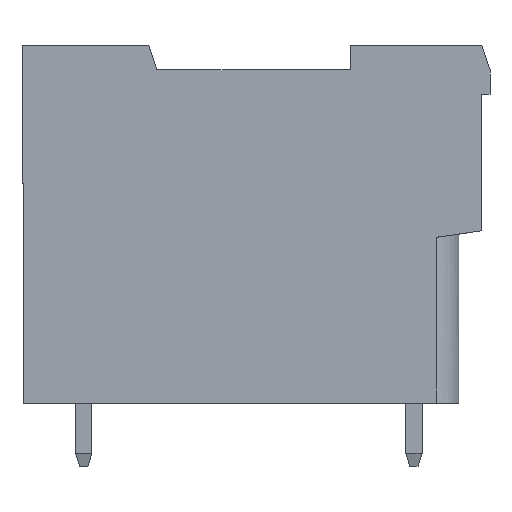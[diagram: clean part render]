
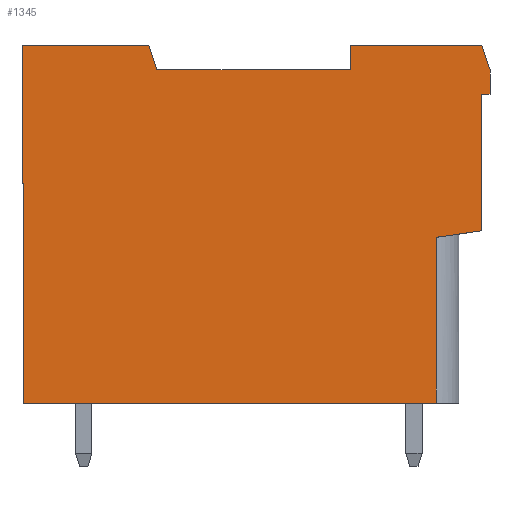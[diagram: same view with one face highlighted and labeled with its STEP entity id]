
A CAD part, left-side view. The second image highlights one B-rep face of the part: STEP entity #1345.
In plain terms, the highlighted planar face has unit normal (-1, 0, 0).
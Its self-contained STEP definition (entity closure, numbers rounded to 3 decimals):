
#1345 = ADVANCED_FACE( '', ( #2758 ), #2759, .T. );
#2758 = FACE_OUTER_BOUND( '', #4254, .T. );
#2759 = PLANE( '', #4255 );
#4254 = EDGE_LOOP( '', ( #7869, #7870, #7871, #7872, #7873, #7874, #7875, #7876, #7877, #7878, #7879, #7880, #7881, #7882, #7883 ) );
#4255 = AXIS2_PLACEMENT_3D( '', #7884, #7885, #7886 );
#7869 = ORIENTED_EDGE( '', *, *, #10596, .T. );
#7870 = ORIENTED_EDGE( '', *, *, #10597, .T. );
#7871 = ORIENTED_EDGE( '', *, *, #10598, .T. );
#7872 = ORIENTED_EDGE( '', *, *, #10384, .T. );
#7873 = ORIENTED_EDGE( '', *, *, #10599, .T. );
#7874 = ORIENTED_EDGE( '', *, *, #9319, .T. );
#7875 = ORIENTED_EDGE( '', *, *, #10600, .F. );
#7876 = ORIENTED_EDGE( '', *, *, #9602, .T. );
#7877 = ORIENTED_EDGE( '', *, *, #10324, .T. );
#7878 = ORIENTED_EDGE( '', *, *, #10196, .T. );
#7879 = ORIENTED_EDGE( '', *, *, #10601, .T. );
#7880 = ORIENTED_EDGE( '', *, *, #10203, .T. );
#7881 = ORIENTED_EDGE( '', *, *, #9961, .T. );
#7882 = ORIENTED_EDGE( '', *, *, #10191, .T. );
#7883 = ORIENTED_EDGE( '', *, *, #9870, .T. );
#7884 = CARTESIAN_POINT( '', ( -12.7, 0., 0. ) );
#7885 = DIRECTION( '', ( -1., 0., 0. ) );
#7886 = DIRECTION( '', ( 0., 0., 1. ) );
#9319 = EDGE_CURVE( '', #11265, #11266, #11267, .T. );
#9602 = EDGE_CURVE( '', #11754, #11752, #11755, .T. );
#9870 = EDGE_CURVE( '', #12192, #12190, #12193, .F. );
#9961 = EDGE_CURVE( '', #12330, #12331, #12332, .T. );
#10191 = EDGE_CURVE( '', #12331, #12192, #12659, .T. );
#10196 = EDGE_CURVE( '', #12665, #12663, #12666, .T. );
#10203 = EDGE_CURVE( '', #12675, #12330, #12676, .T. );
#10324 = EDGE_CURVE( '', #11752, #12665, #12842, .T. );
#10384 = EDGE_CURVE( '', #12919, #12917, #12920, .F. );
#10596 = EDGE_CURVE( '', #12190, #13179, #13180, .T. );
#10597 = EDGE_CURVE( '', #13179, #13181, #13182, .T. );
#10598 = EDGE_CURVE( '', #13181, #12919, #13183, .T. );
#10599 = EDGE_CURVE( '', #12917, #11265, #13184, .T. );
#10600 = EDGE_CURVE( '', #11754, #11266, #13185, .T. );
#10601 = EDGE_CURVE( '', #12663, #12675, #13186, .T. );
#11265 = VERTEX_POINT( '', #14053 );
#11266 = VERTEX_POINT( '', #14054 );
#11267 = LINE( '', #14055, #14056 );
#11752 = VERTEX_POINT( '', #14920 );
#11754 = VERTEX_POINT( '', #14923 );
#11755 = LINE( '', #14924, #14925 );
#12190 = VERTEX_POINT( '', #15560 );
#12192 = VERTEX_POINT( '', #15563 );
#12193 = LINE( '', #15564, #15565 );
#12330 = VERTEX_POINT( '', #15783 );
#12331 = VERTEX_POINT( '', #15784 );
#12332 = LINE( '', #15785, #15786 );
#12659 = LINE( '', #16268, #16269 );
#12663 = VERTEX_POINT( '', #16274 );
#12665 = VERTEX_POINT( '', #16276 );
#12666 = LINE( '', #16277, #16278 );
#12675 = VERTEX_POINT( '', #16290 );
#12676 = LINE( '', #16291, #16292 );
#12842 = LINE( '', #16564, #16565 );
#12917 = VERTEX_POINT( '', #16679 );
#12919 = VERTEX_POINT( '', #16682 );
#12920 = LINE( '', #16683, #16684 );
#13179 = VERTEX_POINT( '', #17111 );
#13180 = LINE( '', #17112, #17113 );
#13181 = VERTEX_POINT( '', #17114 );
#13182 = LINE( '', #17115, #17116 );
#13183 = LINE( '', #17117, #17118 );
#13184 = LINE( '', #17119, #17120 );
#13185 = LINE( '', #17121, #17122 );
#13186 = LINE( '', #17123, #17124 );
#14053 = CARTESIAN_POINT( '', ( -12.7, 14.25, 11. ) );
#14054 = CARTESIAN_POINT( '', ( -12.7, 14.25, 2.5 ) );
#14055 = CARTESIAN_POINT( '', ( -12.7, 14.25, 11. ) );
#14056 = VECTOR( '', #17709, 1000. );
#14920 = CARTESIAN_POINT( '', ( -12.7, 14.15, -11. ) );
#14923 = CARTESIAN_POINT( '', ( -12.7, 14.15, 2.5 ) );
#14924 = CARTESIAN_POINT( '', ( -12.7, 14.15, 2.5 ) );
#14925 = VECTOR( '', #17961, 1000. );
#15560 = CARTESIAN_POINT( '', ( -12.7, -14.05, 11. ) );
#15563 = CARTESIAN_POINT( '', ( -12.7, -14.55, 9.5 ) );
#15564 = CARTESIAN_POINT( '', ( -12.7, -15.945, 5.315 ) );
#15565 = VECTOR( '', #18220, 1000. );
#15783 = CARTESIAN_POINT( '', ( -12.7, -14.05, 8. ) );
#15784 = CARTESIAN_POINT( '', ( -12.7, -14.55, 8. ) );
#15785 = CARTESIAN_POINT( '', ( -12.7, -14.55, 8. ) );
#15786 = VECTOR( '', #18296, 1000. );
#16268 = CARTESIAN_POINT( '', ( -12.7, -14.55, 8. ) );
#16269 = VECTOR( '', #18479, 1000. );
#16274 = CARTESIAN_POINT( '', ( -12.7, -11.25, -0.8 ) );
#16276 = CARTESIAN_POINT( '', ( -12.7, -11.25, -11. ) );
#16277 = CARTESIAN_POINT( '', ( -12.7, -11.25, -11. ) );
#16278 = VECTOR( '', #18484, 1000. );
#16290 = CARTESIAN_POINT( '', ( -12.7, -14.05, -0.4 ) );
#16291 = CARTESIAN_POINT( '', ( -12.7, -14.05, 8. ) );
#16292 = VECTOR( '', #18491, 1000. );
#16564 = CARTESIAN_POINT( '', ( -12.7, 14.25, -11. ) );
#16565 = VECTOR( '', #18583, 1000. );
#16679 = CARTESIAN_POINT( '', ( -12.7, 6.45, 11. ) );
#16682 = CARTESIAN_POINT( '', ( -12.7, 5.95, 9.5 ) );
#16683 = CARTESIAN_POINT( '', ( -12.7, 2.505, -0.835 ) );
#16684 = VECTOR( '', #18630, 1000. );
#17111 = CARTESIAN_POINT( '', ( -12.7, -5.95, 11. ) );
#17112 = CARTESIAN_POINT( '', ( -12.7, -14.55, 11. ) );
#17113 = VECTOR( '', #18781, 1000. );
#17114 = CARTESIAN_POINT( '', ( -12.7, -5.95, 9.5 ) );
#17115 = CARTESIAN_POINT( '', ( -12.7, -5.95, 11. ) );
#17116 = VECTOR( '', #18782, 1000. );
#17117 = CARTESIAN_POINT( '', ( -12.7, -5.95, 9.5 ) );
#17118 = VECTOR( '', #18783, 1000. );
#17119 = CARTESIAN_POINT( '', ( -12.7, 5.95, 11. ) );
#17120 = VECTOR( '', #18784, 1000. );
#17121 = CARTESIAN_POINT( '', ( -12.7, 14.15, 2.5 ) );
#17122 = VECTOR( '', #18785, 1000. );
#17123 = CARTESIAN_POINT( '', ( -12.7, -11.25, -0.8 ) );
#17124 = VECTOR( '', #18786, 1000. );
#17709 = DIRECTION( '', ( 0., 0., -1. ) );
#17961 = DIRECTION( '', ( 0., 0., -1. ) );
#18220 = DIRECTION( '', ( 0., -0.316, -0.949 ) );
#18296 = DIRECTION( '', ( 0., -1., 0. ) );
#18479 = DIRECTION( '', ( 0., 0., 1. ) );
#18484 = DIRECTION( '', ( 0., 0., 1. ) );
#18491 = DIRECTION( '', ( 0., 0., 1. ) );
#18583 = DIRECTION( '', ( 0., -1., 0. ) );
#18630 = DIRECTION( '', ( 0., -0.316, -0.949 ) );
#18781 = DIRECTION( '', ( 0., 1., 0. ) );
#18782 = DIRECTION( '', ( 0., 0., -1. ) );
#18783 = DIRECTION( '', ( 0., 1., 0. ) );
#18784 = DIRECTION( '', ( 0., 1., 0. ) );
#18785 = DIRECTION( '', ( 0., 1., 0. ) );
#18786 = DIRECTION( '', ( 0., -0.99, 0.141 ) );
